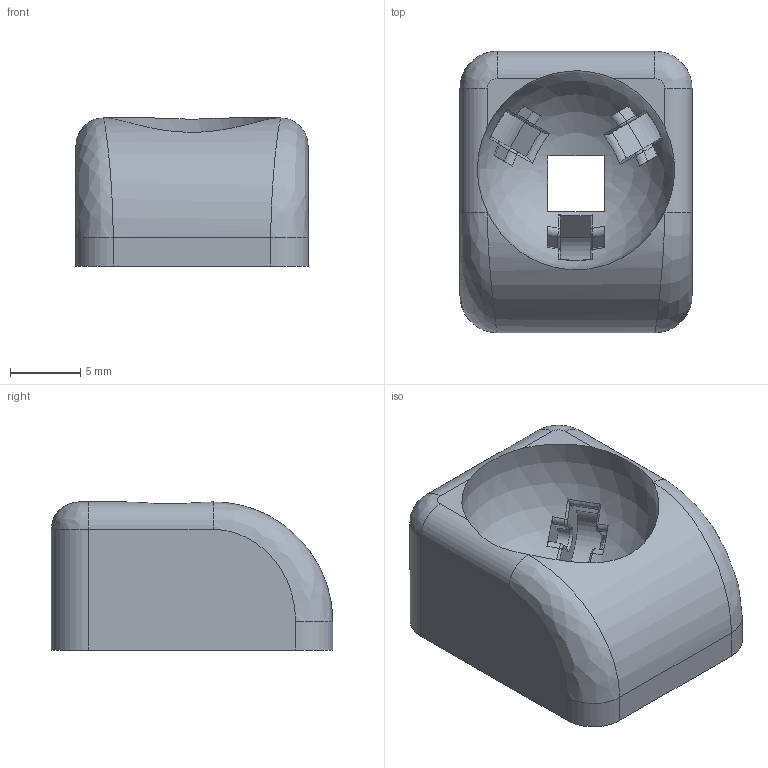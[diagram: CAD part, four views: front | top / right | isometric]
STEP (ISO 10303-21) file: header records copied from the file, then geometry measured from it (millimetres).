
FILE_DESCRIPTION(/* description */ (''),/* implementation_level */ '2;1');
FILE_NAME(/* name */ 'TrackBall14mm.step',/* time_stamp */ '2026-01-10T04:01:44+09:00',/* author */ (''),/* organization */ (''),/* preprocessor_version */ 'ST-DEVELOPER v20.1',/* originating_system */ 'Autodesk Translation Framework v14.21.0.0',/* authorisation */ '');
FILE_SCHEMA (('AUTOMOTIVE_DESIGN { 1 0 10303 214 3 1 1 }'));
Length unit declared in the file: millimetre
Products named in the file (2): TrackBall14mm; 14mmCase
Assembly tree (1 placements, depth 2):
  TrackBall14mm
    14mmCase
Bounding box: 16.5 x 20 x 10.52 mm (x, y, z)
Volume: 1952.6 mm3; surface area: 1661.2 mm2
Topology: 1 solids, 1 shells, 152 faces, 388 edges, 244 vertices
Faces by surface type: plane 71, torus 35, cylinder 29, bspline 16, sphere 1
Entity records: 5401 total; most frequent: CARTESIAN_POINT 1757, ORIENTED_EDGE 776, DIRECTION 726, EDGE_CURVE 388, AXIS2_PLACEMENT_3D 278, VERTEX_POINT 244, LINE 170, VECTOR 170
